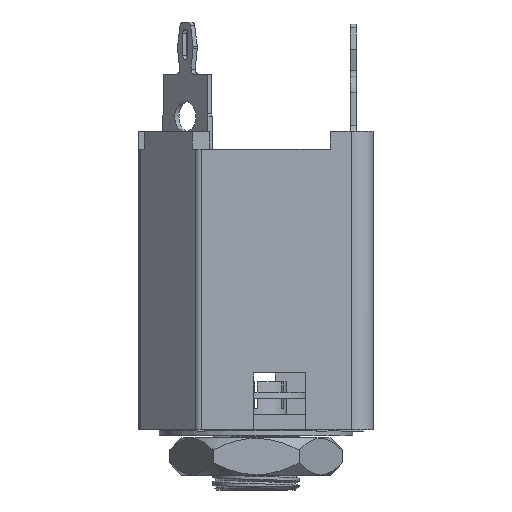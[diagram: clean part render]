
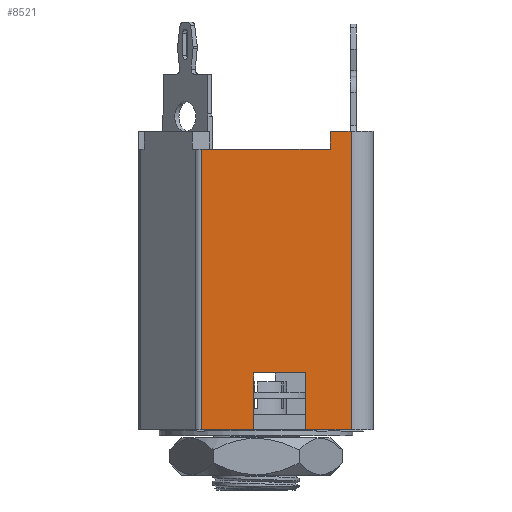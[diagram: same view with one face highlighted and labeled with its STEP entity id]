
A CAD part, front view. The second image highlights one B-rep face of the part: STEP entity #8521.
In plain terms, the highlighted planar face has unit normal (0, -1, 0).
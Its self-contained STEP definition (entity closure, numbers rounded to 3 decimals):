
#615=FACE_OUTER_BOUND('',#1084,.T.);
#1084=EDGE_LOOP('',(#5896,#5897,#5898,#5899,#5900,#5901,#5902,#5903,#5904,
#5905));
#1692=LINE('',#12013,#2651);
#1704=LINE('',#12045,#2663);
#1708=LINE('',#12052,#2667);
#1746=LINE('',#12211,#2705);
#1747=LINE('',#12213,#2706);
#1748=LINE('',#12214,#2707);
#1749=LINE('',#12216,#2708);
#1750=LINE('',#12218,#2709);
#1751=LINE('',#12220,#2710);
#1752=LINE('',#12221,#2711);
#2651=VECTOR('',#9784,18.8);
#2663=VECTOR('',#9808,3.04);
#2667=VECTOR('',#9812,3.513);
#2705=VECTOR('',#9860,3.8);
#2706=VECTOR('',#9861,3.5);
#2707=VECTOR('',#9862,3.8);
#2708=VECTOR('',#9863,20.);
#2709=VECTOR('',#9864,1.4);
#2710=VECTOR('',#9865,1.2);
#2711=VECTOR('',#9866,8.653);
#3599=VERTEX_POINT('',#12010);
#3600=VERTEX_POINT('',#12012);
#3613=VERTEX_POINT('',#12042);
#3614=VERTEX_POINT('',#12044);
#3617=VERTEX_POINT('',#12050);
#3667=VERTEX_POINT('',#12210);
#3668=VERTEX_POINT('',#12212);
#3669=VERTEX_POINT('',#12215);
#3670=VERTEX_POINT('',#12217);
#3671=VERTEX_POINT('',#12219);
#4480=EDGE_CURVE('',#3599,#3600,#1692,.T.);
#4497=EDGE_CURVE('',#3613,#3614,#1704,.T.);
#4501=EDGE_CURVE('',#3617,#3599,#1708,.T.);
#4557=EDGE_CURVE('',#3617,#3667,#1746,.T.);
#4558=EDGE_CURVE('',#3667,#3668,#1747,.T.);
#4559=EDGE_CURVE('',#3668,#3614,#1748,.T.);
#4560=EDGE_CURVE('',#3669,#3613,#1749,.T.);
#4561=EDGE_CURVE('',#3669,#3670,#1750,.T.);
#4562=EDGE_CURVE('',#3671,#3670,#1751,.T.);
#4563=EDGE_CURVE('',#3671,#3600,#1752,.T.);
#5896=ORIENTED_EDGE('',*,*,#4480,.F.);
#5897=ORIENTED_EDGE('',*,*,#4501,.F.);
#5898=ORIENTED_EDGE('',*,*,#4557,.T.);
#5899=ORIENTED_EDGE('',*,*,#4558,.T.);
#5900=ORIENTED_EDGE('',*,*,#4559,.T.);
#5901=ORIENTED_EDGE('',*,*,#4497,.F.);
#5902=ORIENTED_EDGE('',*,*,#4560,.F.);
#5903=ORIENTED_EDGE('',*,*,#4561,.T.);
#5904=ORIENTED_EDGE('',*,*,#4562,.F.);
#5905=ORIENTED_EDGE('',*,*,#4563,.T.);
#8196=PLANE('',#9072);
#8521=ADVANCED_FACE('',(#615),#8196,.T.);
#9072=AXIS2_PLACEMENT_3D('',#12209,#9858,#9859);
#9784=DIRECTION('',(0.,0.,1.));
#9808=DIRECTION('',(-1.,0.,0.));
#9812=DIRECTION('',(-1.,0.,0.));
#9858=DIRECTION('center_axis',(0.,-1.,0.));
#9859=DIRECTION('ref_axis',(0.,0.,-1.));
#9860=DIRECTION('',(0.,0.,1.));
#9861=DIRECTION('',(1.,0.,0.));
#9862=DIRECTION('',(0.,0.,-1.));
#9863=DIRECTION('',(0.,0.,-1.));
#9864=DIRECTION('',(-1.,0.,0.));
#9865=DIRECTION('',(0.,0.,1.));
#9866=DIRECTION('',(-1.,0.,0.));
#12010=CARTESIAN_POINT('',(4.207,-5.048,0.));
#12012=CARTESIAN_POINT('',(4.207,-5.048,18.8));
#12013=CARTESIAN_POINT('',(4.207,-5.048,0.));
#12042=CARTESIAN_POINT('',(14.26,-5.048,0.));
#12044=CARTESIAN_POINT('',(11.22,-5.048,0.));
#12045=CARTESIAN_POINT('',(14.26,-5.048,0.));
#12050=CARTESIAN_POINT('',(7.72,-5.048,0.));
#12052=CARTESIAN_POINT('',(7.72,-5.048,0.));
#12209=CARTESIAN_POINT('Origin',(15.76,-5.048,0.));
#12210=CARTESIAN_POINT('',(7.72,-5.048,3.8));
#12211=CARTESIAN_POINT('',(7.72,-5.048,0.));
#12212=CARTESIAN_POINT('',(11.22,-5.048,3.8));
#12213=CARTESIAN_POINT('',(7.72,-5.048,3.8));
#12214=CARTESIAN_POINT('',(11.22,-5.048,3.8));
#12215=CARTESIAN_POINT('',(14.26,-5.048,20.));
#12216=CARTESIAN_POINT('',(14.26,-5.048,20.));
#12217=CARTESIAN_POINT('',(12.86,-5.048,20.));
#12218=CARTESIAN_POINT('',(14.26,-5.048,20.));
#12219=CARTESIAN_POINT('',(12.86,-5.048,18.8));
#12220=CARTESIAN_POINT('',(12.86,-5.048,18.8));
#12221=CARTESIAN_POINT('',(12.86,-5.048,18.8));
